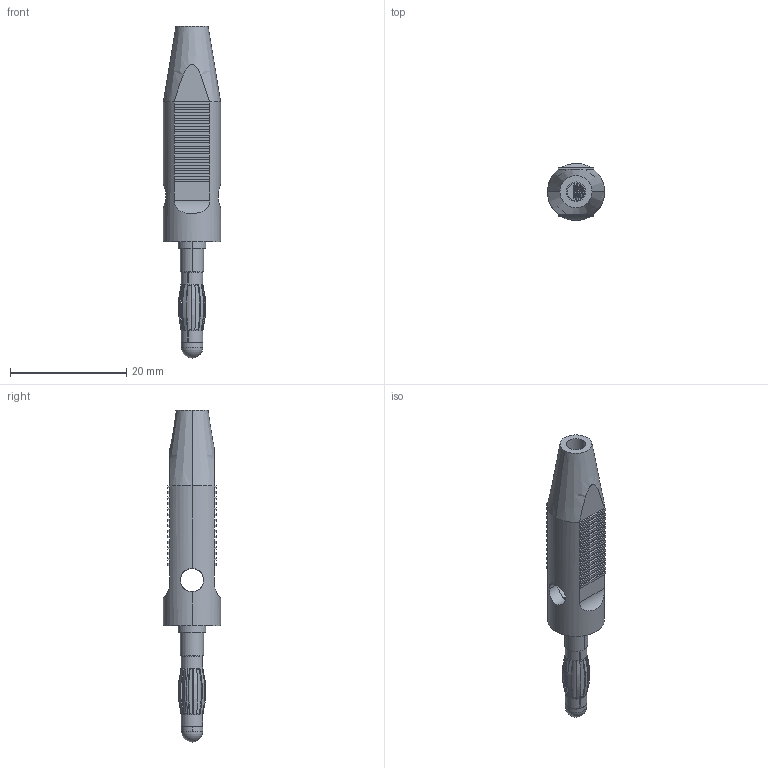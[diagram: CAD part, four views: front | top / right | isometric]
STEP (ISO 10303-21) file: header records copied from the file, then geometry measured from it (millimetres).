
FILE_DESCRIPTION (( 'STEP AP214' ), '1' );
FILE_NAME ('User Library-red_ban_connector2-1.STEP', '2021-03-01T15:12:10', ( '' ), ( '' ), 'SwSTEP 2.0', 'SolidWorks 2020', '' );
FILE_SCHEMA (( 'AUTOMOTIVE_DESIGN' ));
Length unit declared in the file: millimetre
Products named in the file (5): Imported_3; bolt 2.5x3.50.45 ; Imported; User Library-red_ban_connector2-1; Imported_4
Assembly tree (4 placements, depth 2):
  User Library-red_ban_connector2-1
    Imported
    Imported_3
    Imported_4
    bolt 2.5x3.50.45 
Bounding box: 9.8 x 9.8 x 57 mm (x, y, z)
Volume: 1941.4 mm3; surface area: 2787.4 mm2
Topology: 4 solids, 4 shells, 329 faces, 863 edges, 539 vertices
Faces by surface type: plane 256, cylinder 48, bspline 13, cone 11, sphere 1
Entity records: 22257 total; most frequent: CARTESIAN_POINT 14346, ORIENTED_EDGE 1722, DIRECTION 1396, EDGE_CURVE 861, LINE 574, VECTOR 574, VERTEX_POINT 538, AXIS2_PLACEMENT_3D 411
